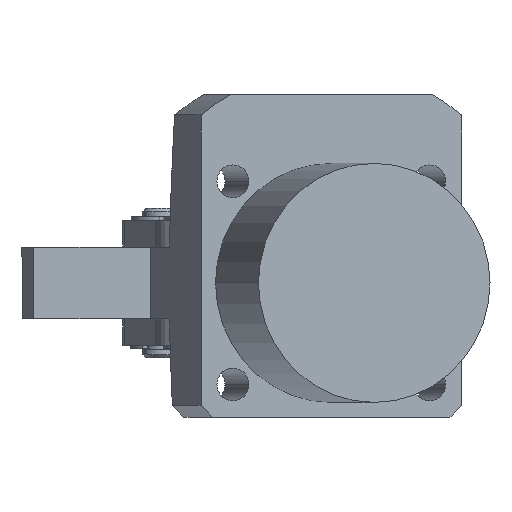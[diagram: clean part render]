
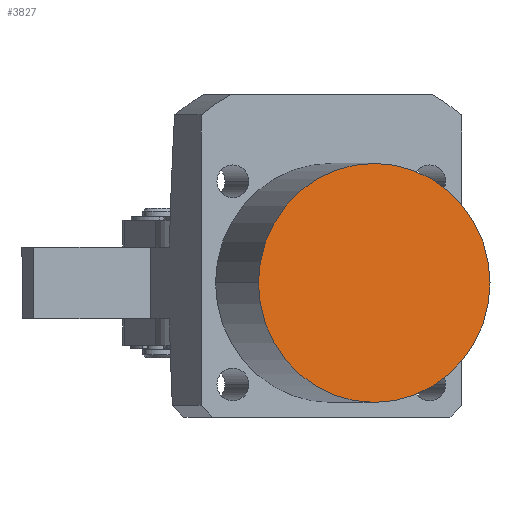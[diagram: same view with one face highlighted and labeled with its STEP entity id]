
A CAD part, front view. The second image highlights one B-rep face of the part: STEP entity #3827.
In plain terms, the highlighted face is planar.
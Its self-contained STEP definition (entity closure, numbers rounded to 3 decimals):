
#449 = CARTESIAN_POINT ( 'NONE',  ( 0., 0., -20. ) ) ;
#479 = AXIS2_PLACEMENT_3D ( 'NONE', #3042, #2913, #2858 ) ;
#529 = CARTESIAN_POINT ( 'NONE',  ( 0., 0., 20. ) ) ;
#658 = ORIENTED_EDGE ( 'NONE', *, *, #5740, .F. ) ;
#1684 = AXIS2_PLACEMENT_3D ( 'NONE', #2233, #2209, #2188 ) ;
#2000 = EDGE_LOOP ( 'NONE', ( #658, #5776 ) ) ;
#2188 = DIRECTION ( 'NONE',  ( 0., 0., -1. ) ) ;
#2209 = DIRECTION ( 'NONE',  ( 0., 1., 0. ) ) ;
#2233 = CARTESIAN_POINT ( 'NONE',  ( 0., 0., 0. ) ) ;
#2858 = DIRECTION ( 'NONE',  ( 0., 0., -1. ) ) ;
#2913 = DIRECTION ( 'NONE',  ( 0., -1., 0. ) ) ;
#3042 = CARTESIAN_POINT ( 'NONE',  ( 15., 0., 0. ) ) ;
#3049 = AXIS2_PLACEMENT_3D ( 'NONE', #3945, #3919, #3831 ) ;
#3419 = PLANE ( 'NONE',  #479 ) ;
#3603 = VERTEX_POINT ( 'NONE', #529 ) ;
#3827 = ADVANCED_FACE ( 'NONE', ( #5345 ), #3419, .T. ) ;
#3831 = DIRECTION ( 'NONE',  ( 0., 0., -1. ) ) ;
#3919 = DIRECTION ( 'NONE',  ( 0., 1., 0. ) ) ;
#3945 = CARTESIAN_POINT ( 'NONE',  ( 0., 0., 0. ) ) ;
#4035 = VERTEX_POINT ( 'NONE', #449 ) ;
#4207 = CIRCLE ( 'NONE', #3049, 20. ) ;
#4312 = EDGE_CURVE ( 'NONE', #3603, #4035, #4207, .T. ) ;
#5345 = FACE_OUTER_BOUND ( 'NONE', #2000, .T. ) ;
#5740 = EDGE_CURVE ( 'NONE', #4035, #3603, #6165, .T. ) ;
#5776 = ORIENTED_EDGE ( 'NONE', *, *, #4312, .F. ) ;
#6165 = CIRCLE ( 'NONE', #1684, 20. ) ;
